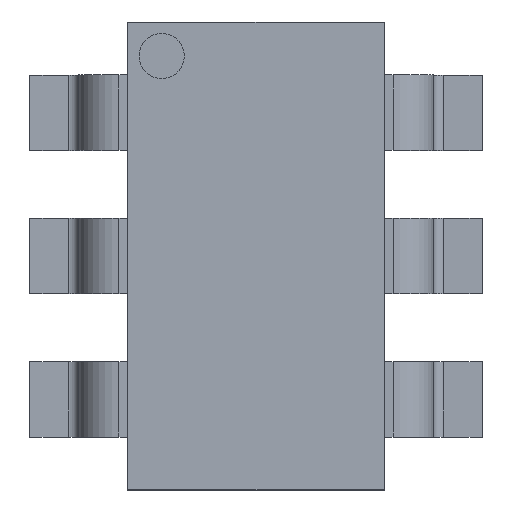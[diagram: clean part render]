
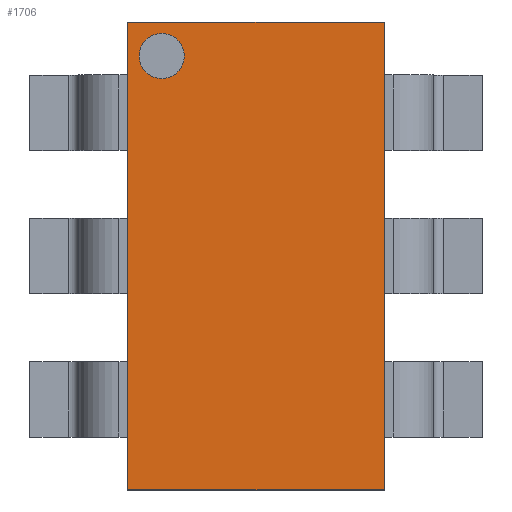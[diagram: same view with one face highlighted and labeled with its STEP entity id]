
A CAD part, top view. The second image highlights one B-rep face of the part: STEP entity #1706.
In plain terms, the highlighted planar face has unit normal (0, 0, 1).
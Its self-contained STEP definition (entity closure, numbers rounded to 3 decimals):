
#14=FACE_BOUND('',#263,.T.);
#70=CIRCLE('',#1842,0.15);
#176=FACE_OUTER_BOUND('',#262,.T.);
#262=EDGE_LOOP('',(#1435,#1436,#1437,#1438));
#263=EDGE_LOOP('',(#1439));
#444=LINE('',#2754,#625);
#445=LINE('',#2756,#626);
#446=LINE('',#2758,#627);
#447=LINE('',#2759,#628);
#625=VECTOR('',#2283,1.);
#626=VECTOR('',#2284,1.);
#627=VECTOR('',#2285,1.);
#628=VECTOR('',#2286,1.);
#782=VERTEX_POINT('',#2747);
#783=VERTEX_POINT('',#2752);
#784=VERTEX_POINT('',#2753);
#785=VERTEX_POINT('',#2755);
#786=VERTEX_POINT('',#2757);
#1009=EDGE_CURVE('',#782,#782,#70,.T.);
#1010=EDGE_CURVE('',#783,#784,#444,.T.);
#1011=EDGE_CURVE('',#784,#785,#445,.T.);
#1012=EDGE_CURVE('',#785,#786,#446,.T.);
#1013=EDGE_CURVE('',#786,#783,#447,.T.);
#1435=ORIENTED_EDGE('',*,*,#1010,.T.);
#1436=ORIENTED_EDGE('',*,*,#1011,.T.);
#1437=ORIENTED_EDGE('',*,*,#1012,.T.);
#1438=ORIENTED_EDGE('',*,*,#1013,.T.);
#1439=ORIENTED_EDGE('',*,*,#1009,.T.);
#1539=PLANE('',#1844);
#1706=ADVANCED_FACE('',(#176,#14),#1539,.T.);
#1842=AXIS2_PLACEMENT_3D('',#2749,#2277,#2278);
#1844=AXIS2_PLACEMENT_3D('',#2751,#2281,#2282);
#2277=DIRECTION('center_axis',(0.,0.,-1.));
#2278=DIRECTION('ref_axis',(1.,0.,0.));
#2281=DIRECTION('center_axis',(0.,0.,1.));
#2282=DIRECTION('ref_axis',(1.,0.,0.));
#2283=DIRECTION('',(0.,1.,0.));
#2284=DIRECTION('',(-1.,0.,0.));
#2285=DIRECTION('',(0.,-1.,0.));
#2286=DIRECTION('',(1.,0.,0.));
#2747=CARTESIAN_POINT('',(0.075,2.875,1.05));
#2749=CARTESIAN_POINT('Origin',(0.225,2.875,1.05));
#2751=CARTESIAN_POINT('Origin',(0.85,1.55,1.05));
#2752=CARTESIAN_POINT('',(1.7,0.,1.05));
#2753=CARTESIAN_POINT('',(1.7,3.1,1.05));
#2754=CARTESIAN_POINT('',(1.7,1.55,1.05));
#2755=CARTESIAN_POINT('',(0.,3.1,1.05));
#2756=CARTESIAN_POINT('',(0.85,3.1,1.05));
#2757=CARTESIAN_POINT('',(0.,0.,1.05));
#2758=CARTESIAN_POINT('',(0.,1.55,1.05));
#2759=CARTESIAN_POINT('',(0.85,0.,1.05));
